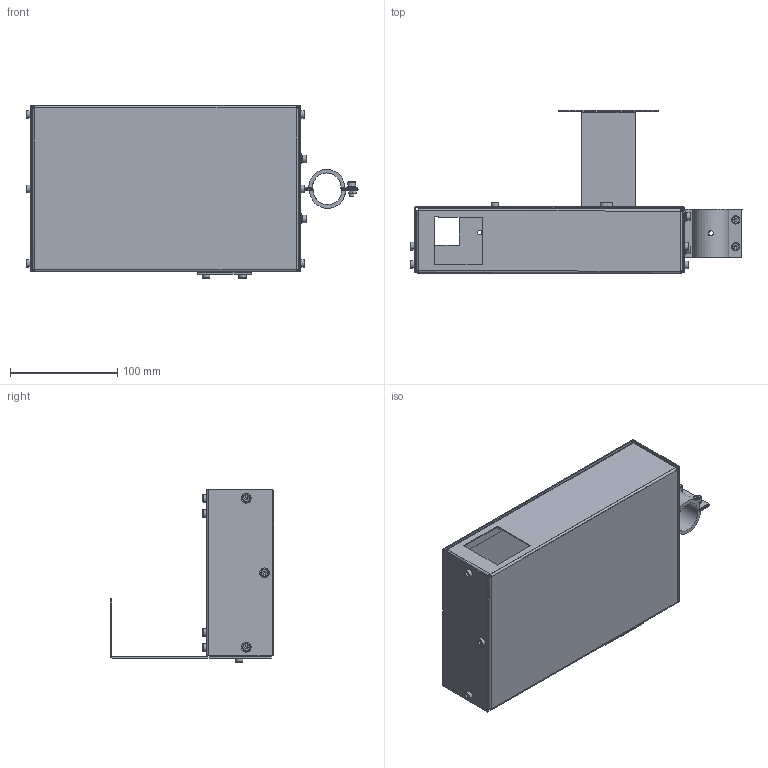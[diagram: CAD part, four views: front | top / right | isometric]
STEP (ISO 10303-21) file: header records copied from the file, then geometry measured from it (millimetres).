
FILE_DESCRIPTION(/* description */ (''),/* implementation_level */ '2;1');
FILE_NAME(/* name */ 'Conjuntoi Caja CNAF.stp',/* time_stamp */ '2020-07-13T02:23:46-04:00',/* author */ ('Bruno'),/* organization */ (''),/* preprocessor_version */ 'ST-DEVELOPER v18.1',/* originating_system */ 'Autodesk Inventor 2020',/* authorisation */ '');
FILE_SCHEMA (('AUTOMOTIVE_DESIGN { 1 0 10303 214 3 1 1 }'));
Length unit declared in the file: millimetre
Products named in the file (17): Conjuntoi Caja CNAF; base_v7; tapa_v7; din_912-m4x0_7-40-10_9; Sello Plato Oring 2-343; Platogrueso; Barra fijación calefactor V2; Tuerca Remachable M4; Sujetador Porta Suero; Sujeta Porta Suero-sin tubo; Half Pipe A53 - DN25-H45; Pletina Terminal V2; Sujetador Vaso; Arandela Presion DIN127B D4; tuerca_din934_m4-6; din_912-m4x0_7-10-8_8; din_913-m5x5-a4
Assembly tree (55 placements, depth 3):
  Conjuntoi Caja CNAF
    base_v7
    tapa_v7
    Tuerca Remachable M4  x16
    din_912-m4x0_7-10-8_8  x18
    din_912-m4x0_7-40-10_9  x2
    Sello Plato Oring 2-343
    Platogrueso
    Barra fijación calefactor V2
    tuerca_din934_m4-6  x4
    Sujetador Porta Suero  x2
      Sujeta Porta Suero-sin tubo
      Half Pipe A53 - DN25-H45
      Pletina Terminal V2
    Sujetador Vaso
    Arandela Presion DIN127B D4  x2
    din_913-m5x5-a4  x2
Bounding box: 309.64 x 152.14 x 161.03 mm (x, y, z)
Volume: 347207.3 mm3; surface area: 348848.2 mm2
Topology: 56 solids, 56 shells, 773 faces, 2002 edges, 1378 vertices
Faces by surface type: plane 462, cylinder 200, cone 66, torus 37, bspline 8
Full cylindrical faces by diameter (mm): 3.242 x20, 4 x26, 4.134 x2, 4.5 x22, 4.917 x1, 4.978 x2, 5 x2, 5.9 x16, 6 x16, 7 x20, 9 x16, 16.5 x1, 94 x1, 95 x1, 101.6 x1
Entity records: 11389 total; most frequent: CARTESIAN_POINT 2281, DIRECTION 1828, ORIENTED_EDGE 1658, EDGE_CURVE 829, AXIS2_PLACEMENT_3D 676, VERTEX_POINT 542, LINE 476, VECTOR 476
